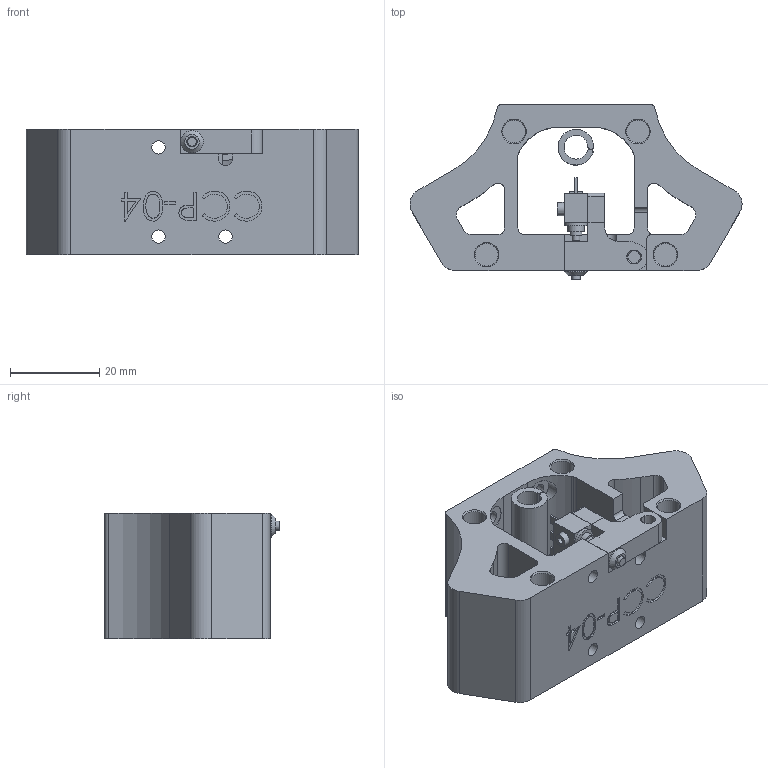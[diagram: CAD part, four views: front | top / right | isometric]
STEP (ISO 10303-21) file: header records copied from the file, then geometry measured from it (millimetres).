
FILE_DESCRIPTION(/* description */ (''),/* implementation_level */ '2;1');
FILE_NAME(/* name */ 'carriageMod v3.step',/* time_stamp */ '2022-08-04T13:42:11+02:00',/* author */ (''),/* organization */ (''),/* preprocessor_version */ 'ST-DEVELOPER v19',/* originating_system */ 'Autodesk Translation Framework v11.7.0.108',/* authorisation */ '');
FILE_SCHEMA (('AUTOMOTIVE_DESIGN { 1 0 10303 214 3 1 1 }'));
Length unit declared in the file: millimetre
Products named in the file (8): carriageMod; jubilee_D2HW_C201H_omron; jubilee_carriage_Carriage Center Plate; pin; carbon; stopper; Komponente5; 94180A331_Tapered Heat-Set Inserts for Plastic
Assembly tree (7 placements, depth 3):
  carriageMod
    jubilee_D2HW_C201H_omron
    jubilee_carriage_Carriage Center Plate
    pin
      carbon
      stopper
    Komponente5
    94180A331_Tapered Heat-Set Inserts for Plastic
Bounding box: 74.3 x 39.07 x 28 mm (x, y, z)
Volume: 37271.1 mm3; surface area: 17403.5 mm2
Topology: 8 solids, 8 shells, 531 faces, 1319 edges, 845 vertices
Faces by surface type: plane 229, cylinder 152, bspline 132, cone 16, sphere 2
Full cylindrical faces by diameter (mm): 1.4 x2, 1.7 x1, 2 x2, 2.3 x1, 2.65 x1, 2.75 x1, 3 x14, 3.2 x4, 3.4 x1, 3.6 x2, 4 x1, 4.5 x1, 4.697 x1, 5 x1, 5.05 x1, 5.1 x10, 5.56 x1, 6 x4
Entity records: 28544 total; most frequent: CARTESIAN_POINT 15934, ORIENTED_EDGE 2638, DIRECTION 2449, EDGE_CURVE 1319, AXIS2_PLACEMENT_3D 891, VERTEX_POINT 845, LINE 667, VECTOR 667
